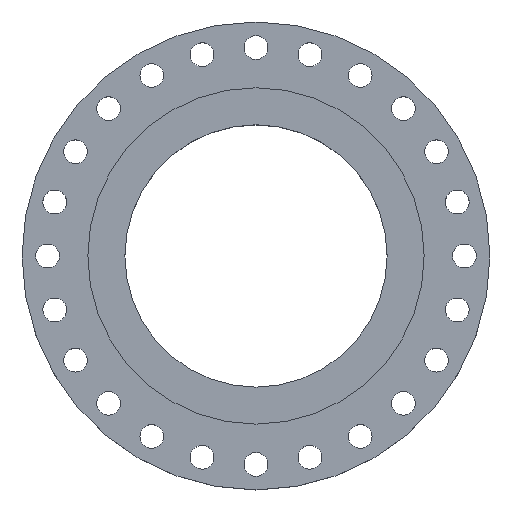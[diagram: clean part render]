
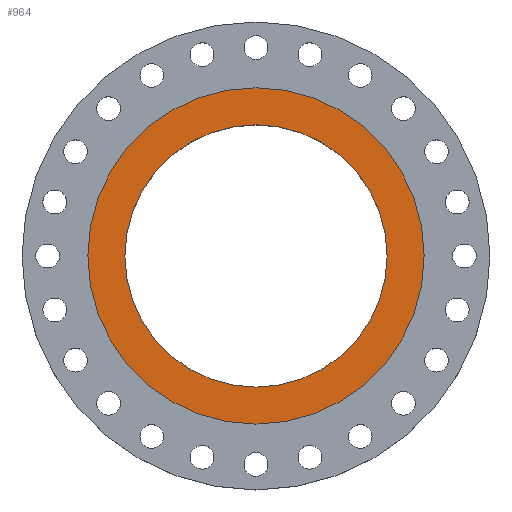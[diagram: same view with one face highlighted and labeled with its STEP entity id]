
A CAD part, top view. The second image highlights one B-rep face of the part: STEP entity #964.
In plain terms, the highlighted planar face has unit normal (0, 0, 1).
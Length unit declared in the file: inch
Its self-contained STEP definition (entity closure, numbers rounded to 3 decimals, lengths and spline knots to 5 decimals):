
#158 = DIRECTION ( 'NONE',  ( 1., 0., 0. ) ) ;
#183 = CIRCLE ( 'NONE', #1459, 11.5 ) ;
#270 = FACE_BOUND ( 'NONE', #691, .T. ) ;
#291 = AXIS2_PLACEMENT_3D ( 'NONE', #1931, #2236, #990 ) ;
#292 = DIRECTION ( 'NONE',  ( 1., 0., 0. ) ) ;
#301 = FACE_OUTER_BOUND ( 'NONE', #329, .T. ) ;
#329 = EDGE_LOOP ( 'NONE', ( #1702, #1218 ) ) ;
#333 = EDGE_CURVE ( 'NONE', #1178, #1281, #473, .T. ) ;
#414 = VERTEX_POINT ( 'NONE', #1378 ) ;
#452 = DIRECTION ( 'NONE',  ( 1., 0., 0. ) ) ;
#473 = CIRCLE ( 'NONE', #1934, 8.96875 ) ;
#629 = CARTESIAN_POINT ( 'NONE',  ( -8.96875, 0., 0. ) ) ;
#646 = DIRECTION ( 'NONE',  ( 0., 0., 1. ) ) ;
#691 = EDGE_LOOP ( 'NONE', ( #1058, #1642 ) ) ;
#805 = EDGE_CURVE ( 'NONE', #414, #2102, #2050, .T. ) ;
#964 = ADVANCED_FACE ( 'NONE', ( #270, #301 ), #1003, .F. ) ;
#986 = CARTESIAN_POINT ( 'NONE',  ( 0., 0., 0. ) ) ;
#990 = DIRECTION ( 'NONE',  ( 1., 0., 0. ) ) ;
#994 = DIRECTION ( 'NONE',  ( 0., 0., -1. ) ) ;
#1003 = PLANE ( 'NONE',  #2188 ) ;
#1058 = ORIENTED_EDGE ( 'NONE', *, *, #2344, .F. ) ;
#1158 = CARTESIAN_POINT ( 'NONE',  ( 0., 0., 0. ) ) ;
#1178 = VERTEX_POINT ( 'NONE', #629 ) ;
#1218 = ORIENTED_EDGE ( 'NONE', *, *, #1594, .T. ) ;
#1281 = VERTEX_POINT ( 'NONE', #2115 ) ;
#1378 = CARTESIAN_POINT ( 'NONE',  ( 11.5, 0., 0. ) ) ;
#1380 = CARTESIAN_POINT ( 'NONE',  ( 0., 8.96875, 0. ) ) ;
#1459 = AXIS2_PLACEMENT_3D ( 'NONE', #986, #1714, #452 ) ;
#1594 = EDGE_CURVE ( 'NONE', #2102, #414, #183, .T. ) ;
#1617 = CARTESIAN_POINT ( 'NONE',  ( -11.5, 0., 0. ) ) ;
#1642 = ORIENTED_EDGE ( 'NONE', *, *, #333, .F. ) ;
#1702 = ORIENTED_EDGE ( 'NONE', *, *, #805, .T. ) ;
#1714 = DIRECTION ( 'NONE',  ( 0., 0., 1. ) ) ;
#1741 = DIRECTION ( 'NONE',  ( -1., 0., 0. ) ) ;
#1808 = DIRECTION ( 'NONE',  ( 0., 0., 1. ) ) ;
#1931 = CARTESIAN_POINT ( 'NONE',  ( 0., 0., 0. ) ) ;
#1934 = AXIS2_PLACEMENT_3D ( 'NONE', #1158, #646, #292 ) ;
#2008 = AXIS2_PLACEMENT_3D ( 'NONE', #2351, #1808, #158 ) ;
#2050 = CIRCLE ( 'NONE', #2008, 11.5 ) ;
#2102 = VERTEX_POINT ( 'NONE', #1617 ) ;
#2115 = CARTESIAN_POINT ( 'NONE',  ( 8.96875, 0., 0. ) ) ;
#2188 = AXIS2_PLACEMENT_3D ( 'NONE', #1380, #994, #1741 ) ;
#2198 = CIRCLE ( 'NONE', #291, 8.96875 ) ;
#2236 = DIRECTION ( 'NONE',  ( 0., 0., 1. ) ) ;
#2344 = EDGE_CURVE ( 'NONE', #1281, #1178, #2198, .T. ) ;
#2351 = CARTESIAN_POINT ( 'NONE',  ( 0., 0., 0. ) ) ;
